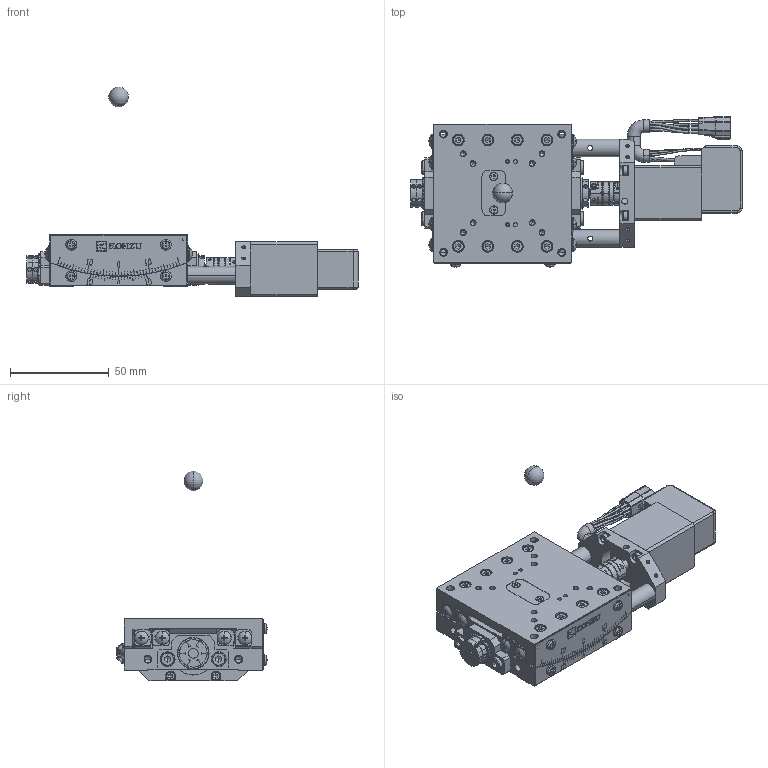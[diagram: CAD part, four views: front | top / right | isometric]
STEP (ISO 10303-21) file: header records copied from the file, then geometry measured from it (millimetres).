
FILE_DESCRIPTION( (''), '2;1');
FILE_NAME ('DR051323-0001-000-00(.stp','2019-04-18T20:53:26',(''),(''),'spGate 13.4.4','','');
FILE_SCHEMA (('AUTOMOTIVE_DESIGN'));
Length unit declared in the file: millimetre
Products named in the file (8): Assembly; DR051323-0001-000-00(-prt0; DR051323-0001-000-00(-prt1; DR051323-0001-000-00(-prt2; DR051323-0001-000-00(-prt3; DR051323-0001-000-00(-prt4; DR051323-0001-000-00(-prt5; DR051323-0001-000-00(-prt6
Assembly tree (7 placements, depth 2):
  Assembly
    DR051323-0001-000-00(-prt0
    DR051323-0001-000-00(-prt1
    DR051323-0001-000-00(-prt2
    DR051323-0001-000-00(-prt3
    DR051323-0001-000-00(-prt4
    DR051323-0001-000-00(-prt5
    DR051323-0001-000-00(-prt6
Bounding box: 168.5 x 76.26 x 106.5 mm (x, y, z)
Volume: 171651.2 mm3; surface area: 66532.3 mm2
Topology: 7 solids, 7 shells, 3080 faces, 7803 edges, 4854 vertices
Faces by surface type: plane 1693, cylinder 852, bspline 520, sphere 15
Full cylindrical faces by diameter (mm): 3.24 x1, 6.9 x3
Entity records: 160224 total; most frequent: CARTESIAN_POINT 28861, ORIENTED_EDGE 15278, DIRECTION 13421, COLOUR_RGB 10726, PRESENTATION_STYLE_ASSIGNMENT 10726, STYLED_ITEM 10726, EDGE_CURVE 7639, DRAUGHTING_PRE_DEFINED_CURVE_FONT 7639
